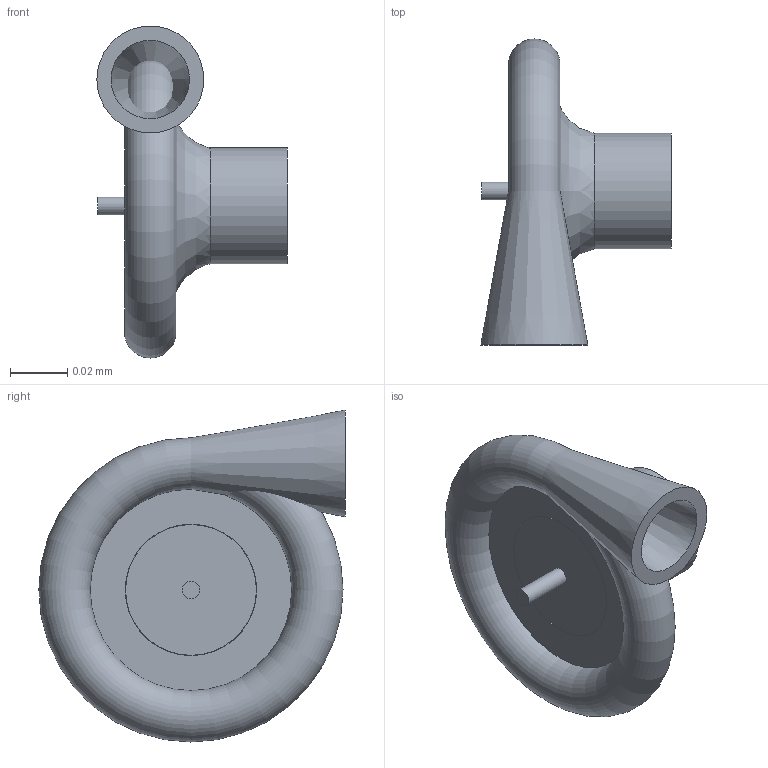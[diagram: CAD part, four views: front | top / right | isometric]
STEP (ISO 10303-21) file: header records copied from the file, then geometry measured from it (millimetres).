
FILE_DESCRIPTION(('Open CASCADE Model'),'2;1');
FILE_NAME('Open CASCADE Shape Model','2023-03-01T17:21:06',('Author'),( 'Open CASCADE'),'Open CASCADE STEP processor 7.7','Open CASCADE 7.7' ,'Unknown');
FILE_SCHEMA(('AUTOMOTIVE_DESIGN { 1 0 10303 214 1 1 1 1 }'));
Length unit declared in the file: millimetre
Products named in the file (8): Open CASCADE STEP translator 7.7 1; Open CASCADE STEP translator 7.7 1.1; Open CASCADE STEP translator 7.7 1.2; Open CASCADE STEP translator 7.7 1.3; Open CASCADE STEP translator 7.7 1.4; Open CASCADE STEP translator 7.7 1.5; Open CASCADE STEP translator 7.7 1.6; Open CASCADE STEP translator 7.7 1.7
Assembly tree (7 placements, depth 2):
  Open CASCADE STEP translator 7.7 1
    Open CASCADE STEP translator 7.7 1.1
    Open CASCADE STEP translator 7.7 1.2
    Open CASCADE STEP translator 7.7 1.3
    Open CASCADE STEP translator 7.7 1.4
    Open CASCADE STEP translator 7.7 1.5
    Open CASCADE STEP translator 7.7 1.6
    Open CASCADE STEP translator 7.7 1.7
Bounding box: 0.07 x 0.11 x 0.12 mm (x, y, z)
Volume: 0 mm3; surface area: 0.1 mm2
Topology: 7 solids, 8 shells, 26 faces, 38 edges, 24 vertices
Faces by surface type: plane 12, cylinder 6, revolution 3, torus 3, cone 2
Full cylindrical faces by diameter (mm): 0.006 x1, 0.031 x1, 0.041 x1, 0.046 x2, 0.071 x1
Entity records: 1412 total; most frequent: CARTESIAN_POINT 405, DIRECTION 187, ORIENTED_EDGE 76, PCURVE 76, DEFINITIONAL_REPRESENTATION 76, AXIS2_PLACEMENT_3D 58, LINE 48, VECTOR 48
